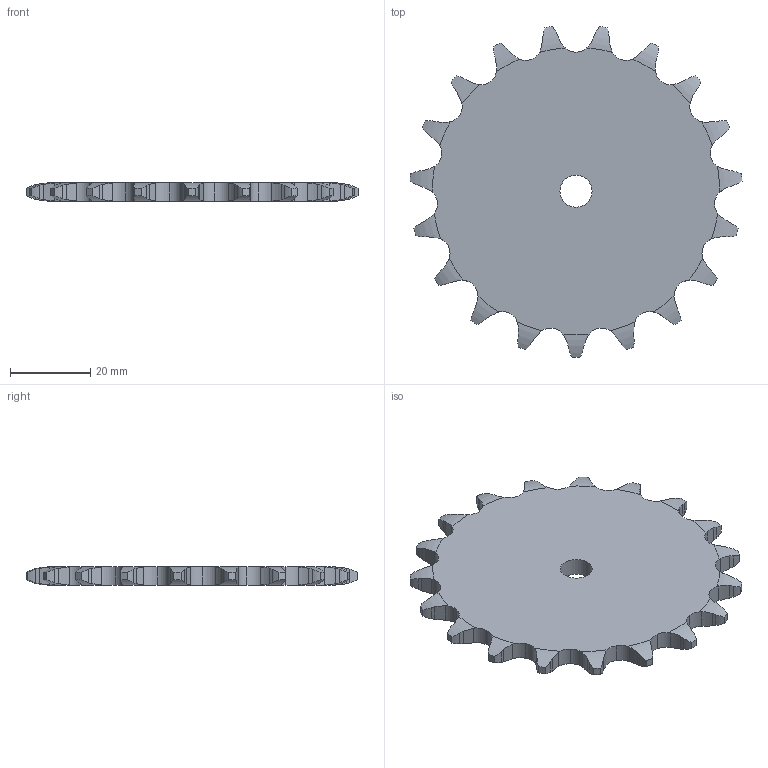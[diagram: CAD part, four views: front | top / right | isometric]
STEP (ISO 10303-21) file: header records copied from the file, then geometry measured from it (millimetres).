
FILE_DESCRIPTION(('FreeCAD Model'),'2;1');
FILE_NAME('Open CASCADE Shape Model','2022-02-19T15:48:20',('FreeCAD'),( 'FreeCAD'),'Open CASCADE STEP processor 7.4','FreeCAD','Unknown');
FILE_SCHEMA(('AUTOMOTIVE_DESIGN { 1 0 10303 214 1 1 1 1 }'));
Length unit declared in the file: millimetre
Products named in the file (1): Open CASCADE STEP translator 7.4 55
Bounding box: 82.75 x 82.48 x 4.5 mm (x, y, z)
Volume: 19210.4 mm3; surface area: 10239 mm2
Topology: 1 solids, 1 shells, 214 faces, 636 edges, 424 vertices
Faces by surface type: cylinder 134, plane 40, torus 40
Full cylindrical faces by diameter (mm): 8 x1
Entity records: 19360 total; most frequent: CARTESIAN_POINT 8637, DIRECTION 1460, ORIENTED_EDGE 1272, PCURVE 1272, DEFINITIONAL_REPRESENTATION 1272, B_SPLINE_CURVE_WITH_KNOTS 918, LINE 714, VECTOR 714
